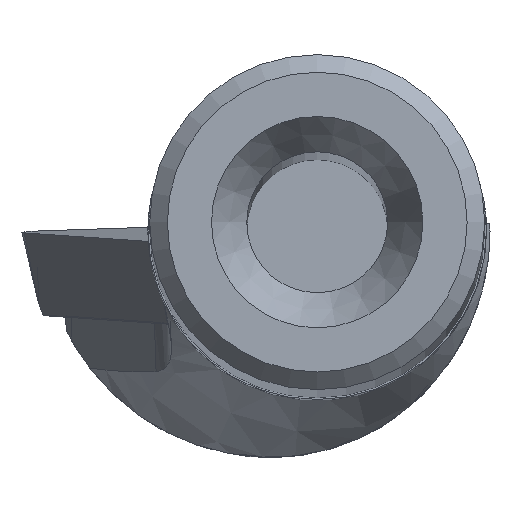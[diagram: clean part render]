
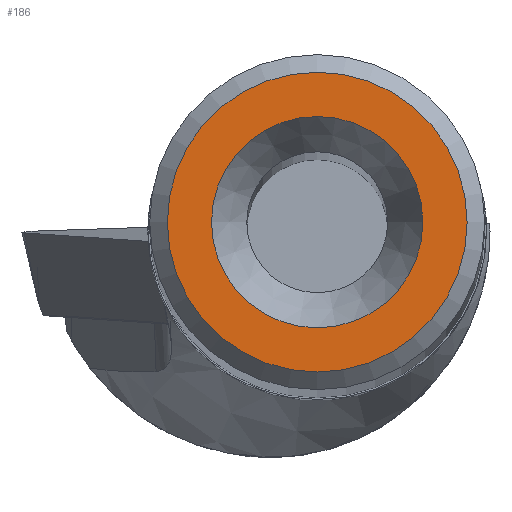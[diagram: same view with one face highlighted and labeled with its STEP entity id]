
A CAD part, top view. The second image highlights one B-rep face of the part: STEP entity #186.
In plain terms, the highlighted planar face has unit normal (0, 0, 1).
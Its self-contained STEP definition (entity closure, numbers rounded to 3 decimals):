
#186=ADVANCED_FACE('',(#369,#370),#222,.T.);
#222=PLANE('',#990);
#369=FACE_BOUND('',#415,.T.);
#370=FACE_BOUND('',#416,.T.);
#415=EDGE_LOOP('',(#559));
#416=EDGE_LOOP('',(#560));
#559=ORIENTED_EDGE('',*,*,#811,.F.);
#560=ORIENTED_EDGE('',*,*,#812,.T.);
#719=VERTEX_POINT('',#1607);
#720=VERTEX_POINT('',#1609);
#811=EDGE_CURVE('',#719,#719,#861,.T.);
#812=EDGE_CURVE('',#720,#720,#862,.T.);
#861=CIRCLE('',#988,3.);
#862=CIRCLE('',#989,4.256);
#988=AXIS2_PLACEMENT_3D('',#1606,#1166,#1167);
#989=AXIS2_PLACEMENT_3D('',#1608,#1168,#1169);
#990=AXIS2_PLACEMENT_3D('',#1610,#1170,#1171);
#1166=DIRECTION('',(0.,0.,1.));
#1167=DIRECTION('',(1.,0.,0.));
#1168=DIRECTION('',(0.,0.,1.));
#1169=DIRECTION('',(1.,0.,0.));
#1170=DIRECTION('',(0.,0.,1.));
#1171=DIRECTION('',(1.,0.,0.));
#1606=CARTESIAN_POINT('',(0.,0.,0.));
#1607=CARTESIAN_POINT('',(3.,0.,0.));
#1608=CARTESIAN_POINT('',(0.,0.,0.));
#1609=CARTESIAN_POINT('',(4.256,0.,0.));
#1610=CARTESIAN_POINT('',(0.,0.,0.));
